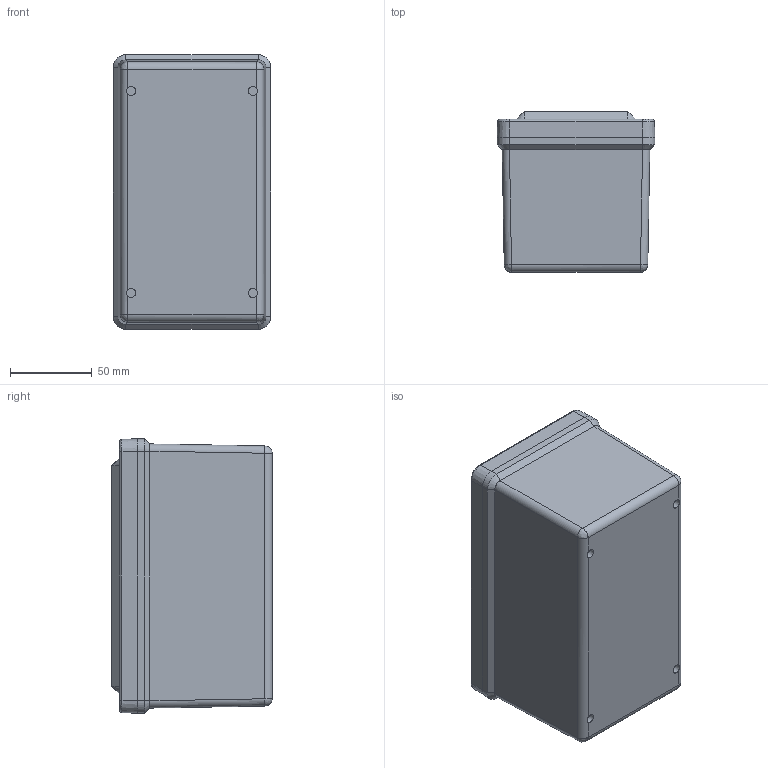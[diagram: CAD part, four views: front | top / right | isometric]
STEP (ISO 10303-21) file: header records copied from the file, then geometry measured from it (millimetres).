
FILE_DESCRIPTION (( 'STEP AP214' ), '1' );
FILE_NAME ('CO3PB22.STEP', '2019-01-09T17:09:58', ( '' ), ( '' ), 'SwSTEP 2.0', 'SolidWorks 2018', '' );
FILE_SCHEMA (( 'AUTOMOTIVE_DESIGN' ));
Length unit declared in the file: inch
Products named in the file (1): CO3PB22
Bounding box: 96.84 x 98.42 x 168.28 mm (x, y, z)
Volume: 332175.2 mm3; surface area: 159900.7 mm2
Topology: 1 solids, 9 shells, 398 faces, 1028 edges, 656 vertices
Faces by surface type: plane 196, cylinder 110, cone 52, bspline 24, torus 16
Full cylindrical faces by diameter (mm): 4.496 x4, 4.826 x4, 5.537 x4, 5.556 x8, 9.423 x4, 9.525 x4
Entity records: 19540 total; most frequent: CARTESIAN_POINT 5105, ORIENTED_EDGE 1928, DIRECTION 1842, EDGE_CURVE 964, AXIS2_PLACEMENT_3D 655, VERTEX_POINT 636, LINE 532, VECTOR 532
